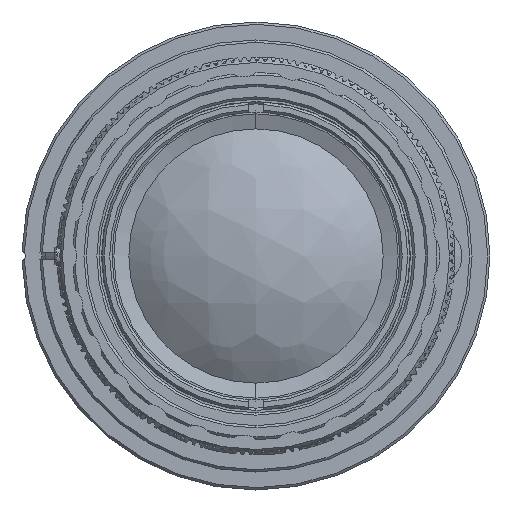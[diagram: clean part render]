
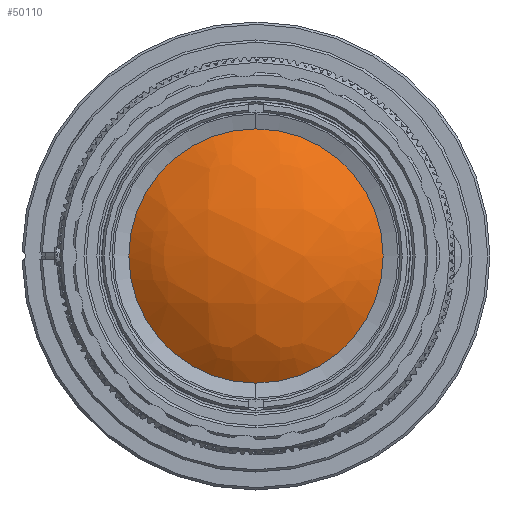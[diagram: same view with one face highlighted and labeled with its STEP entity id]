
A CAD part, left-side view. The second image highlights one B-rep face of the part: STEP entity #50110.
In plain terms, the highlighted free-form (B-spline) face has degree [3, 3] with [4, 4] control points.
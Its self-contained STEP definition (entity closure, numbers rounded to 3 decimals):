
#1065 = CARTESIAN_POINT ( 'NONE',  ( -63.368, -6.62, 6.998 ) ) ;
#3197 = CIRCLE ( 'NONE', #44733, 16.8 ) ;
#3229 = FACE_OUTER_BOUND ( 'NONE', #50784, .T. ) ;
#5502 = CARTESIAN_POINT ( 'NONE',  ( -54.879, -6.62, -18.355 ) ) ;
#6671 = CARTESIAN_POINT ( 'NONE',  ( -53.306, 0., -16.8 ) ) ;
#8676 = DIRECTION ( 'NONE',  ( -1., 0., 0. ) ) ;
#18088 =( BOUNDED_SURFACE ( )  B_SPLINE_SURFACE ( 3, 3, ( 
 ( #38636, #19410, #51765, #42681 ),
 ( #19614, #52341, #52147, #56784 ),
 ( #5502, #24683, #1065, #51953 ),
 ( #56379, #28734, #47720, #33743 ) ),
 .UNSPECIFIED., .F., .F., .F. ) 
 B_SPLINE_SURFACE_WITH_KNOTS ( ( 4, 4 ),
 ( 4, 4 ),
 ( 0., 1. ),
 ( 0., 1. ),
 .UNSPECIFIED. ) 
 GEOMETRIC_REPRESENTATION_ITEM ( )  RATIONAL_B_SPLINE_SURFACE ( (
 ( 1., 0.867, 0.867, 1.),
 ( 0.866, 0.75, 0.75, 0.866),
 ( 0.866, 0.75, 0.75, 0.866),
 ( 1., 0.867, 0.867, 1.) ) ) 
 REPRESENTATION_ITEM ( '' )  SURFACE ( )  );
#19410 = CARTESIAN_POINT ( 'NONE',  ( -54.869, 17.032, -5.264 ) ) ;
#19614 = CARTESIAN_POINT ( 'NONE',  ( -54.895, 6.524, -18.368 ) ) ;
#24683 = CARTESIAN_POINT ( 'NONE',  ( -63.348, -6.62, -7.093 ) ) ;
#28734 = CARTESIAN_POINT ( 'NONE',  ( -54.811, -17.103, -5.251 ) ) ;
#28998 = EDGE_CURVE ( 'NONE', #32772, #52753, #3197, .T. ) ;
#29227 = CARTESIAN_POINT ( 'NONE',  ( -53.306, 0., 0. ) ) ;
#32772 = VERTEX_POINT ( 'NONE', #41834 ) ;
#33711 = AXIS2_PLACEMENT_3D ( 'NONE', #29227, #42792, #47640 ) ;
#33743 = CARTESIAN_POINT ( 'NONE',  ( -48.58, -17.103, 13.537 ) ) ;
#34194 = CIRCLE ( 'NONE', #33711, 16.8 ) ;
#36751 = EDGE_CURVE ( 'NONE', #52753, #32772, #34194, .T. ) ;
#38636 = CARTESIAN_POINT ( 'NONE',  ( -48.584, 17.032, -13.621 ) ) ;
#41834 = CARTESIAN_POINT ( 'NONE',  ( -53.306, 0., 16.8 ) ) ;
#42681 = CARTESIAN_POINT ( 'NONE',  ( -48.623, 17.032, 13.569 ) ) ;
#42792 = DIRECTION ( 'NONE',  ( -1., 0., 0. ) ) ;
#44733 = AXIS2_PLACEMENT_3D ( 'NONE', #54741, #8676, #45287 ) ;
#45287 = DIRECTION ( 'NONE',  ( 0., 0., 1. ) ) ;
#47640 = DIRECTION ( 'NONE',  ( 0., 0., 1. ) ) ;
#47720 = CARTESIAN_POINT ( 'NONE',  ( -54.826, -17.103, 5.181 ) ) ;
#50110 = ADVANCED_FACE ( 'NONE', ( #3229 ), #18088, .T. ) ;
#50784 = EDGE_LOOP ( 'NONE', ( #54794, #52927 ) ) ;
#51765 = CARTESIAN_POINT ( 'NONE',  ( -54.884, 17.032, 5.193 ) ) ;
#51953 = CARTESIAN_POINT ( 'NONE',  ( -54.931, -6.62, 18.285 ) ) ;
#52147 = CARTESIAN_POINT ( 'NONE',  ( -63.39, 6.524, 7.003 ) ) ;
#52341 = CARTESIAN_POINT ( 'NONE',  ( -63.37, 6.524, -7.098 ) ) ;
#52753 = VERTEX_POINT ( 'NONE', #6671 ) ;
#52927 = ORIENTED_EDGE ( 'NONE', *, *, #36751, .T. ) ;
#54741 = CARTESIAN_POINT ( 'NONE',  ( -53.306, 0., 0. ) ) ;
#54794 = ORIENTED_EDGE ( 'NONE', *, *, #28998, .T. ) ;
#56379 = CARTESIAN_POINT ( 'NONE',  ( -48.541, -17.103, -13.589 ) ) ;
#56784 = CARTESIAN_POINT ( 'NONE',  ( -54.948, 6.524, 18.297 ) ) ;
